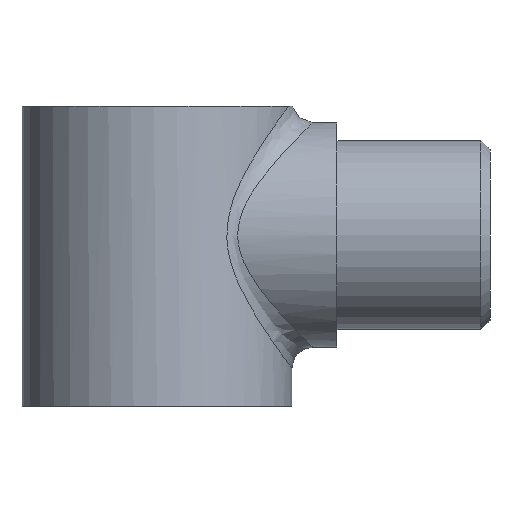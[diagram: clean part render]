
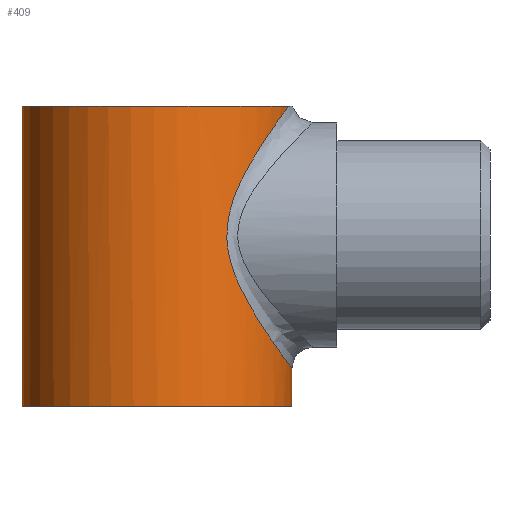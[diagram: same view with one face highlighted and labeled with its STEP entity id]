
A CAD part, front view. The second image highlights one B-rep face of the part: STEP entity #409.
In plain terms, the highlighted cylindrical face has radius 4.5 mm (diameter 9 mm), a full revolution.
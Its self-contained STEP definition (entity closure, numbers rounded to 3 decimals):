
#19=B_SPLINE_CURVE_WITH_KNOTS('',3,(#838,#839,#840,#841,#842,#843,#844,
#845,#846,#847),.UNSPECIFIED.,.F.,.F.,(4,1,1,1,1,1,1,4),(-4.51,
-4.403,-4.295,-4.081,-3.866,
-3.758,-3.651,-3.633),.UNSPECIFIED.);
#20=B_SPLINE_CURVE_WITH_KNOTS('',3,(#849,#850,#851,#852,#853,#854,#855,
#856,#857,#858,#859,#860,#861),.UNSPECIFIED.,.F.,.F.,(4,3,3,3,4),(-3.633,
-3.544,-3.436,-3.221,-3.123),
 .UNSPECIFIED.);
#22=B_SPLINE_CURVE_WITH_KNOTS('',3,(#884,#885,#886,#887,#888,#889),
 .UNSPECIFIED.,.F.,.F.,(4,1,1,4),(-2.89,-2.792,-2.506,
-2.38),.UNSPECIFIED.);
#23=B_SPLINE_CURVE_WITH_KNOTS('',3,(#890,#891,#892,#893,#894,#895,#896,
#897,#898,#899,#900),.UNSPECIFIED.,.F.,.F.,(4,1,1,1,1,1,1,1,4),(-2.38,
-2.362,-2.255,-2.148,-2.04,
-1.933,-1.718,-1.611,-1.503),
 .UNSPECIFIED.);
#32=FACE_BOUND('',#97,.T.);
#65=FACE_OUTER_BOUND('',#96,.T.);
#96=EDGE_LOOP('',(#338,#339,#340,#341,#342,#343,#344,#345));
#97=EDGE_LOOP('',(#346,#347,#348,#349));
#127=LINE('',#902,#150);
#128=LINE('',#904,#151);
#129=LINE('',#905,#152);
#150=VECTOR('',#572,4.5);
#151=VECTOR('',#575,10.);
#152=VECTOR('',#576,10.);
#160=CIRCLE('',#440,4.5);
#167=CIRCLE('',#454,4.5);
#173=CIRCLE('',#465,4.5);
#175=CIRCLE('',#469,4.5);
#188=VERTEX_POINT('',#628);
#189=VERTEX_POINT('',#630);
#197=VERTEX_POINT('',#659);
#198=VERTEX_POINT('',#661);
#204=VERTEX_POINT('',#682);
#205=VERTEX_POINT('',#805);
#208=VERTEX_POINT('',#837);
#209=VERTEX_POINT('',#848);
#210=VERTEX_POINT('',#862);
#211=VERTEX_POINT('',#883);
#225=EDGE_CURVE('',#189,#188,#160,.T.);
#240=EDGE_CURVE('',#198,#197,#167,.T.);
#250=EDGE_CURVE('',#204,#204,#173,.T.);
#254=EDGE_CURVE('',#205,#208,#19,.T.);
#255=EDGE_CURVE('',#208,#209,#20,.T.);
#257=EDGE_CURVE('',#210,#211,#22,.T.);
#258=EDGE_CURVE('',#211,#205,#23,.T.);
#259=EDGE_CURVE('',#205,#204,#127,.T.);
#260=EDGE_CURVE('',#209,#210,#175,.T.);
#261=EDGE_CURVE('',#197,#189,#128,.T.);
#262=EDGE_CURVE('',#188,#198,#129,.T.);
#338=ORIENTED_EDGE('',*,*,#259,.T.);
#339=ORIENTED_EDGE('',*,*,#250,.F.);
#340=ORIENTED_EDGE('',*,*,#259,.F.);
#341=ORIENTED_EDGE('',*,*,#258,.F.);
#342=ORIENTED_EDGE('',*,*,#257,.F.);
#343=ORIENTED_EDGE('',*,*,#260,.F.);
#344=ORIENTED_EDGE('',*,*,#255,.F.);
#345=ORIENTED_EDGE('',*,*,#254,.F.);
#346=ORIENTED_EDGE('',*,*,#240,.T.);
#347=ORIENTED_EDGE('',*,*,#261,.T.);
#348=ORIENTED_EDGE('',*,*,#225,.T.);
#349=ORIENTED_EDGE('',*,*,#262,.T.);
#389=CYLINDRICAL_SURFACE('',#468,4.5);
#409=ADVANCED_FACE('',(#65,#32),#389,.T.);
#440=AXIS2_PLACEMENT_3D('',#631,#502,#503);
#454=AXIS2_PLACEMENT_3D('',#662,#538,#539);
#465=AXIS2_PLACEMENT_3D('',#683,#564,#565);
#468=AXIS2_PLACEMENT_3D('',#901,#570,#571);
#469=AXIS2_PLACEMENT_3D('',#903,#573,#574);
#502=DIRECTION('center_axis',(0.,0.,-1.));
#503=DIRECTION('ref_axis',(-1.,0.,0.));
#538=DIRECTION('center_axis',(0.,0.,1.));
#539=DIRECTION('ref_axis',(-1.,0.,0.));
#564=DIRECTION('center_axis',(0.,0.,-1.));
#565=DIRECTION('ref_axis',(-1.,0.,0.));
#570=DIRECTION('center_axis',(0.,0.,-1.));
#571=DIRECTION('ref_axis',(-1.,0.,0.));
#572=DIRECTION('',(0.,0.,-1.));
#573=DIRECTION('center_axis',(0.,0.,1.));
#574=DIRECTION('ref_axis',(-1.,0.,0.));
#575=DIRECTION('',(0.,0.,-1.));
#576=DIRECTION('',(0.,0.,1.));
#628=CARTESIAN_POINT('',(43.3,-33.376,1.));
#630=CARTESIAN_POINT('',(37.3,-35.884,1.));
#631=CARTESIAN_POINT('Origin',(41.5,-37.5,1.));
#659=CARTESIAN_POINT('',(37.3,-35.884,4.));
#661=CARTESIAN_POINT('',(43.3,-33.376,4.));
#662=CARTESIAN_POINT('Origin',(41.5,-37.5,4.));
#682=CARTESIAN_POINT('',(46.,-37.5,0.));
#683=CARTESIAN_POINT('Origin',(41.5,-37.5,0.));
#805=CARTESIAN_POINT('',(46.,-37.5,1.25));
#837=CARTESIAN_POINT('',(44.05,-33.792,6.903));
#838=CARTESIAN_POINT('Ctrl Pts',(46.,-37.5,1.25));
#839=CARTESIAN_POINT('Ctrl Pts',(46.,-37.19,1.25));
#840=CARTESIAN_POINT('Ctrl Pts',(45.936,-36.572,1.338));
#841=CARTESIAN_POINT('Ctrl Pts',(45.573,-35.448,1.829));
#842=CARTESIAN_POINT('Ctrl Pts',(44.85,-34.385,2.879));
#843=CARTESIAN_POINT('Ctrl Pts',(44.039,-33.77,4.279));
#844=CARTESIAN_POINT('Ctrl Pts',(43.757,-33.608,5.699));
#845=CARTESIAN_POINT('Ctrl Pts',(43.906,-33.694,6.471));
#846=CARTESIAN_POINT('Ctrl Pts',(44.031,-33.779,6.85));
#847=CARTESIAN_POINT('Ctrl Pts',(44.05,-33.792,6.903));
#848=CARTESIAN_POINT('',(45.89,-36.509,10.));
#849=CARTESIAN_POINT('Ctrl Pts',(44.05,-33.792,6.903));
#850=CARTESIAN_POINT('Ctrl Pts',(44.144,-33.857,7.171));
#851=CARTESIAN_POINT('Ctrl Pts',(44.259,-33.941,7.422));
#852=CARTESIAN_POINT('Ctrl Pts',(44.38,-34.042,7.659));
#853=CARTESIAN_POINT('Ctrl Pts',(44.524,-34.163,7.943));
#854=CARTESIAN_POINT('Ctrl Pts',(44.678,-34.306,8.206));
#855=CARTESIAN_POINT('Ctrl Pts',(44.83,-34.474,8.452));
#856=CARTESIAN_POINT('Ctrl Pts',(45.134,-34.808,8.943));
#857=CARTESIAN_POINT('Ctrl Pts',(45.429,-35.234,9.362));
#858=CARTESIAN_POINT('Ctrl Pts',(45.647,-35.751,9.665));
#859=CARTESIAN_POINT('Ctrl Pts',(45.746,-35.987,9.803));
#860=CARTESIAN_POINT('Ctrl Pts',(45.829,-36.242,9.917));
#861=CARTESIAN_POINT('Ctrl Pts',(45.89,-36.509,10.));
#862=CARTESIAN_POINT('',(45.889,-38.491,9.999));
#883=CARTESIAN_POINT('',(44.051,-41.207,6.904));
#884=CARTESIAN_POINT('Ctrl Pts',(45.889,-38.491,9.999));
#885=CARTESIAN_POINT('Ctrl Pts',(45.829,-38.758,9.916));
#886=CARTESIAN_POINT('Ctrl Pts',(45.502,-39.757,9.465));
#887=CARTESIAN_POINT('Ctrl Pts',(44.741,-40.697,8.394));
#888=CARTESIAN_POINT('Ctrl Pts',(44.181,-41.117,7.278));
#889=CARTESIAN_POINT('Ctrl Pts',(44.051,-41.207,6.904));
#890=CARTESIAN_POINT('Ctrl Pts',(44.051,-41.207,6.904));
#891=CARTESIAN_POINT('Ctrl Pts',(44.032,-41.22,6.851));
#892=CARTESIAN_POINT('Ctrl Pts',(43.908,-41.305,6.472));
#893=CARTESIAN_POINT('Ctrl Pts',(43.76,-41.39,5.701));
#894=CARTESIAN_POINT('Ctrl Pts',(43.962,-41.273,4.632));
#895=CARTESIAN_POINT('Ctrl Pts',(44.371,-40.981,3.722));
#896=CARTESIAN_POINT('Ctrl Pts',(44.986,-40.406,2.666));
#897=CARTESIAN_POINT('Ctrl Pts',(45.576,-39.551,1.829));
#898=CARTESIAN_POINT('Ctrl Pts',(45.934,-38.428,1.337));
#899=CARTESIAN_POINT('Ctrl Pts',(46.,-37.81,1.25));
#900=CARTESIAN_POINT('Ctrl Pts',(46.,-37.5,1.25));
#901=CARTESIAN_POINT('Origin',(41.5,-37.5,10.));
#902=CARTESIAN_POINT('',(46.,-37.5,10.));
#903=CARTESIAN_POINT('Origin',(41.5,-37.5,10.));
#904=CARTESIAN_POINT('',(37.3,-35.884,10.));
#905=CARTESIAN_POINT('',(43.3,-33.376,10.));
